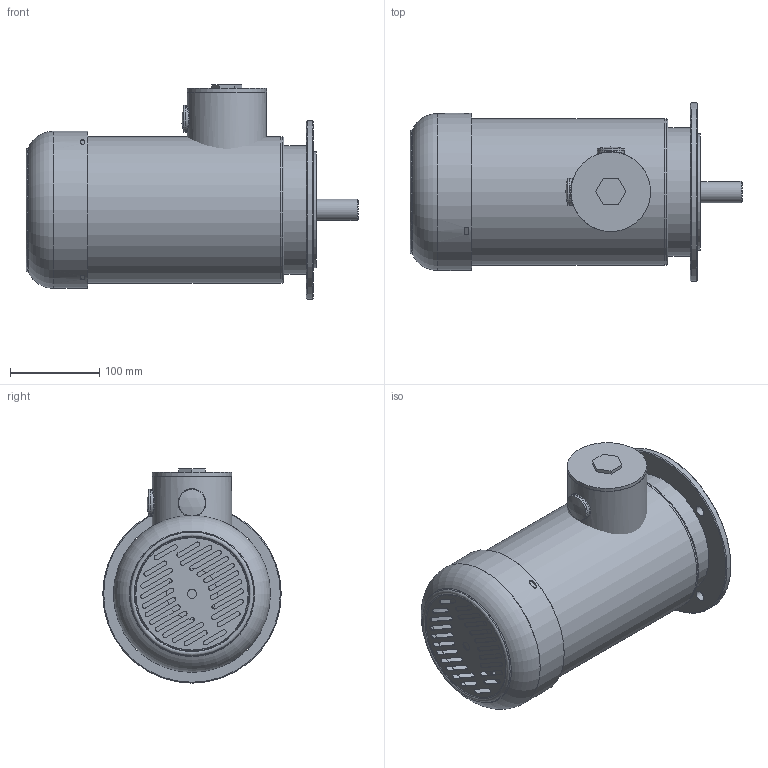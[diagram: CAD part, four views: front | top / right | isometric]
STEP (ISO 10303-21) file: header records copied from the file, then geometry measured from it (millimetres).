
FILE_DESCRIPTION(('Bauteilbeschreibung','HiCAD-Model','HiCAD-STEP-TRANSLATION','Bauteilbeschreibung'),'2;1');
FILE_NAME('TEFC 90S-2 B5 FF165 1,5KW.STP','2012-01-06T08:13:41+00:00',('Konstrukteur'),('Konstrukteur Firma GmbH'),' HiCAD 2010, Step 1502.0 ','HiCAD 2010','confidential');
FILE_SCHEMA(('AUTOMOTIVE_DESIGN { 1 2 10303 214 0 1 1 1 }'));
Length unit declared in the file: millimetre
Products named in the file (14): TEFC 90S_2 B5 FF165 1_5KW; DIN 3760_A25X40X7_FKM_WELLENDI; KLEMMKASTEN _89; KLEMMKASTEN0089; ROTATIONSTEIL_1; ROTATIONSTEIL01; DECKEL _89; GEH_USE; WELLE 90L_2; ROTATIONSTEIL010; B_SCHILD; HAUBE; FLANSCH 90 B5; ROTATIONSTEIL_0
Assembly tree (13 placements, depth 3):
  TEFC 90S_2 B5 FF165 1_5KW
    DIN 3760_A25X40X7_FKM_WELLENDI
    KLEMMKASTEN _89
    KLEMMKASTEN0089
      ROTATIONSTEIL_1
      ROTATIONSTEIL01
    DECKEL _89
    GEH_USE
    WELLE 90L_2
      ROTATIONSTEIL010
    B_SCHILD
    HAUBE
    FLANSCH 90 B5
      ROTATIONSTEIL_0
Bounding box: 372 x 200 x 240 mm (x, y, z)
Volume: 929563.2 mm3; surface area: 602331.7 mm2
Topology: 11 solids, 13 shells, 372 faces, 891 edges, 586 vertices
Faces by surface type: cylinder 166, plane 152, cone 25, torus 23, bspline 4, sphere 2
Full cylindrical faces by diameter (mm): 4.773 x4, 6 x4, 7 x4, 8 x1, 10 x5, 12 x4, 24 x1, 24.8 x1, 25 x5, 25.6 x1, 27 x2, 30 x5, 31.2 x1, 36.2 x1, 38.1 x1, 40 x3, 47 x2, 48 x1, 52 x2, 57 x1, 75 x1, 81 x2, 83 x2, 84 x1, 89 x2, 120 x1, 130 x1, 133 x1, 144 x1, 157.4 x1
Entity records: 22768 total; most frequent: CARTESIAN_POINT 10499, DIRECTION 1876, ORIENTED_EDGE 1476, AXIS2_PLACEMENT_3D 796, EDGE_CURVE 738, COLOUR_RGB 701, PRESENTATION_STYLE_ASSIGNMENT 701, OVER_RIDING_STYLED_ITEM 691
